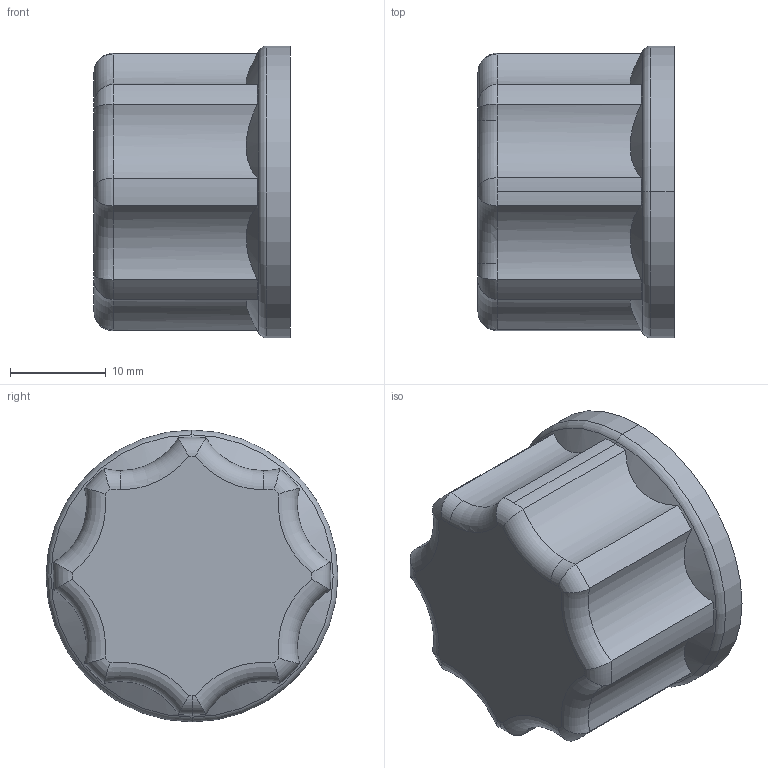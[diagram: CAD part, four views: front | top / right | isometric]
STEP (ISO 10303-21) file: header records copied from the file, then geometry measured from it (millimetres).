
FILE_DESCRIPTION (( 'STEP AP214' ), '1' );
FILE_NAME ('K040.167_Überwurfmutter_hoch.STEP', '2016-07-18T06:33:15', ( '' ), ( '' ), 'SwSTEP 2.0', 'SolidWorks 2014', '' );
FILE_SCHEMA (( 'AUTOMOTIVE_DESIGN' ));
Length unit declared in the file: millimetre
Products named in the file (1): K040.167_Überwurfmutter_hoch
Bounding box: 20.5 x 30.5 x 30.5 mm (x, y, z)
Volume: 6604.4 mm3; surface area: 4350.1 mm2
Topology: 1 solids, 1 shells, 58 faces, 137 edges, 83 vertices
Faces by surface type: cylinder 27, torus 23, cone 4, plane 4
Entity records: 2602 total; most frequent: CARTESIAN_POINT 657, DIRECTION 309, ORIENTED_EDGE 274, AXIS2_PLACEMENT_3D 139, EDGE_CURVE 137, VERTEX_POINT 83, CIRCLE 80, EDGE_LOOP 60
